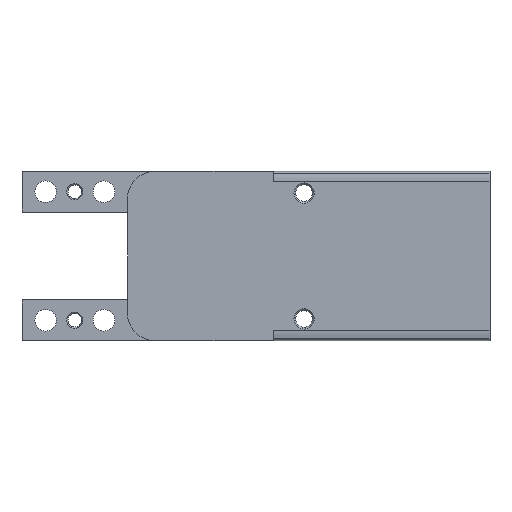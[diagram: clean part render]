
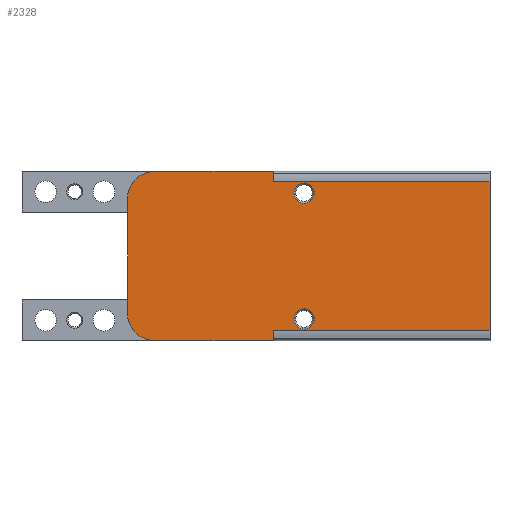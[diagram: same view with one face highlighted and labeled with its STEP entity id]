
A CAD part, left-side view. The second image highlights one B-rep face of the part: STEP entity #2328.
In plain terms, the highlighted planar face has unit normal (-1, 0, 0).
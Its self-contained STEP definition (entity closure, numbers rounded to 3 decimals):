
#166=LINE('',#3606,#341);
#177=LINE('',#3632,#352);
#200=LINE('',#3738,#375);
#217=LINE('',#3788,#392);
#219=LINE('',#3795,#394);
#220=LINE('',#3797,#395);
#221=LINE('',#3798,#396);
#222=LINE('',#3800,#397);
#341=VECTOR('',#2834,1000.);
#352=VECTOR('',#2851,1000.);
#375=VECTOR('',#2944,1000.);
#392=VECTOR('',#2985,1000.);
#394=VECTOR('',#2993,1000.);
#395=VECTOR('',#2994,1000.);
#396=VECTOR('',#2995,1000.);
#397=VECTOR('',#2996,1000.);
#644=ORIENTED_EDGE('',*,*,#1252,.T.);
#645=ORIENTED_EDGE('',*,*,#1253,.T.);
#646=ORIENTED_EDGE('',*,*,#1157,.F.);
#647=ORIENTED_EDGE('',*,*,#1175,.F.);
#648=ORIENTED_EDGE('',*,*,#1250,.F.);
#649=ORIENTED_EDGE('',*,*,#1172,.F.);
#650=ORIENTED_EDGE('',*,*,#1170,.T.);
#651=ORIENTED_EDGE('',*,*,#1254,.T.);
#652=ORIENTED_EDGE('',*,*,#1255,.T.);
#653=ORIENTED_EDGE('',*,*,#1223,.T.);
#654=ORIENTED_EDGE('',*,*,#1256,.F.);
#655=ORIENTED_EDGE('',*,*,#1257,.T.);
#1157=EDGE_CURVE('',#1470,#1471,#166,.T.);
#1170=EDGE_CURVE('',#1483,#1482,#177,.T.);
#1172=EDGE_CURVE('',#1483,#1484,#1687,.T.);
#1175=EDGE_CURVE('',#1485,#1470,#1688,.T.);
#1223=EDGE_CURVE('',#1531,#1530,#200,.T.);
#1250=EDGE_CURVE('',#1484,#1485,#217,.T.);
#1252=EDGE_CURVE('',#1552,#1552,#1727,.T.);
#1253=EDGE_CURVE('',#1553,#1553,#1728,.T.);
#1254=EDGE_CURVE('',#1482,#1554,#219,.T.);
#1255=EDGE_CURVE('',#1554,#1531,#220,.T.);
#1256=EDGE_CURVE('',#1555,#1530,#221,.T.);
#1257=EDGE_CURVE('',#1555,#1471,#222,.T.);
#1470=VERTEX_POINT('',#3605);
#1471=VERTEX_POINT('',#3607);
#1482=VERTEX_POINT('',#3631);
#1483=VERTEX_POINT('',#3633);
#1484=VERTEX_POINT('',#3637);
#1485=VERTEX_POINT('',#3641);
#1530=VERTEX_POINT('',#3737);
#1531=VERTEX_POINT('',#3739);
#1552=VERTEX_POINT('',#3792);
#1553=VERTEX_POINT('',#3794);
#1554=VERTEX_POINT('',#3796);
#1555=VERTEX_POINT('',#3799);
#1687=CIRCLE('',#2506,4.);
#1688=CIRCLE('',#2508,4.);
#1727=CIRCLE('',#2553,1.5);
#1728=CIRCLE('',#2554,1.5);
#1837=EDGE_LOOP('',(#644));
#1838=EDGE_LOOP('',(#645));
#1839=EDGE_LOOP('',(#646,#647,#648,#649,#650,#651,#652,#653,#654,#655));
#2058=FACE_BOUND('',#1837,.T.);
#2059=FACE_BOUND('',#1838,.T.);
#2060=FACE_BOUND('',#1839,.T.);
#2274=PLANE('',#2552);
#2328=ADVANCED_FACE('',(#2058,#2059,#2060),#2274,.F.);
#2506=AXIS2_PLACEMENT_3D('',#3636,#2855,#2856);
#2508=AXIS2_PLACEMENT_3D('',#3642,#2861,#2862);
#2552=AXIS2_PLACEMENT_3D('',#3790,#2987,#2988);
#2553=AXIS2_PLACEMENT_3D('',#3791,#2989,#2990);
#2554=AXIS2_PLACEMENT_3D('',#3793,#2991,#2992);
#2834=DIRECTION('',(0.,-1.,0.));
#2851=DIRECTION('',(0.,-1.,0.));
#2855=DIRECTION('',(1.,0.,0.));
#2856=DIRECTION('',(0.,0.,-1.));
#2861=DIRECTION('',(1.,0.,0.));
#2862=DIRECTION('',(0.,0.,-1.));
#2944=DIRECTION('',(0.,0.,1.));
#2985=DIRECTION('',(0.,0.,1.));
#2987=DIRECTION('',(1.,0.,0.));
#2988=DIRECTION('',(0.,0.,-1.));
#2989=DIRECTION('',(1.,0.,0.));
#2990=DIRECTION('',(0.,0.,-1.));
#2991=DIRECTION('',(1.,0.,0.));
#2992=DIRECTION('',(0.,0.,-1.));
#2993=DIRECTION('',(0.,0.,1.));
#2994=DIRECTION('',(0.,-1.,0.));
#2995=DIRECTION('',(0.,-1.,0.));
#2996=DIRECTION('',(0.,0.,1.));
#3605=CARTESIAN_POINT('',(-8.,49.6,12.5));
#3606=CARTESIAN_POINT('',(-8.,53.6,12.5));
#3607=CARTESIAN_POINT('',(-8.,32.02,12.5));
#3631=CARTESIAN_POINT('',(-8.,32.02,-12.5));
#3632=CARTESIAN_POINT('',(-8.,53.6,-12.5));
#3633=CARTESIAN_POINT('',(-8.,49.6,-12.5));
#3636=CARTESIAN_POINT('',(-8.,49.6,-8.5));
#3637=CARTESIAN_POINT('',(-8.,53.6,-8.5));
#3641=CARTESIAN_POINT('',(-8.,53.6,8.5));
#3642=CARTESIAN_POINT('',(-8.,49.6,8.5));
#3737=CARTESIAN_POINT('',(-8.,0.,11.));
#3738=CARTESIAN_POINT('',(-8.,0.,-12.5));
#3739=CARTESIAN_POINT('',(-8.,0.,-11.));
#3788=CARTESIAN_POINT('',(-8.,53.6,-12.5));
#3790=CARTESIAN_POINT('',(-8.,53.6,-12.5));
#3791=CARTESIAN_POINT('',(-8.,27.5,9.3));
#3792=CARTESIAN_POINT('',(-8.,27.5,7.8));
#3793=CARTESIAN_POINT('',(-8.,27.5,-9.3));
#3794=CARTESIAN_POINT('',(-8.,27.5,-10.8));
#3795=CARTESIAN_POINT('',(-8.,32.02,-12.5));
#3796=CARTESIAN_POINT('',(-8.,32.02,-11.));
#3797=CARTESIAN_POINT('',(-8.,32.02,-11.));
#3798=CARTESIAN_POINT('',(-8.,32.02,11.));
#3799=CARTESIAN_POINT('',(-8.,32.02,11.));
#3800=CARTESIAN_POINT('',(-8.,32.02,-12.5));
